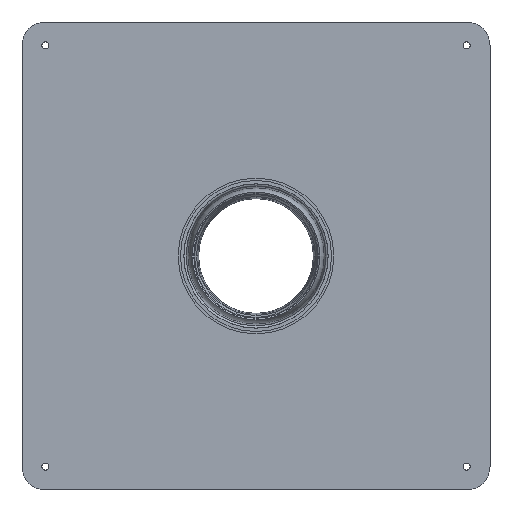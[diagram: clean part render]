
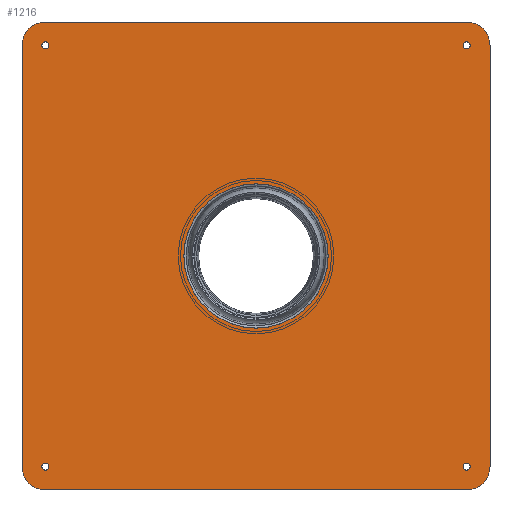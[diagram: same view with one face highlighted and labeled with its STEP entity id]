
A CAD part, left-side view. The second image highlights one B-rep face of the part: STEP entity #1216.
In plain terms, the highlighted planar face has unit normal (-1, 0, 0).
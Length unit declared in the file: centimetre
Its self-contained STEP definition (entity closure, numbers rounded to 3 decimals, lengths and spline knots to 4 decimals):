
#31=FACE_BOUND('',#201,.T.);
#32=FACE_BOUND('',#202,.T.);
#33=FACE_BOUND('',#203,.T.);
#34=FACE_BOUND('',#204,.T.);
#35=FACE_BOUND('',#205,.T.);
#54=PLANE('',#1324);
#125=FACE_OUTER_BOUND('',#200,.T.);
#200=EDGE_LOOP('',(#888,#889,#890,#891,#892,#893,#894,#895));
#201=EDGE_LOOP('',(#896));
#202=EDGE_LOOP('',(#897));
#203=EDGE_LOOP('',(#898));
#204=EDGE_LOOP('',(#899));
#205=EDGE_LOOP('',(#900));
#286=LINE('',#2013,#340);
#290=LINE('',#2025,#344);
#294=LINE('',#2037,#348);
#298=LINE('',#2049,#352);
#340=VECTOR('',#1555,1.);
#344=VECTOR('',#1567,1.);
#348=VECTOR('',#1579,1.);
#352=VECTOR('',#1591,1.);
#391=CIRCLE('',#1291,61.626);
#395=CIRCLE('',#1297,3.);
#397=CIRCLE('',#1300,3.);
#399=CIRCLE('',#1303,3.);
#401=CIRCLE('',#1306,3.);
#404=CIRCLE('',#1311,20.);
#406=CIRCLE('',#1315,20.);
#408=CIRCLE('',#1319,20.);
#410=CIRCLE('',#1323,20.);
#520=VERTEX_POINT('',#1975);
#522=VERTEX_POINT('',#1983);
#524=VERTEX_POINT('',#1989);
#526=VERTEX_POINT('',#1995);
#528=VERTEX_POINT('',#2001);
#532=VERTEX_POINT('',#2010);
#533=VERTEX_POINT('',#2012);
#535=VERTEX_POINT('',#2018);
#537=VERTEX_POINT('',#2024);
#539=VERTEX_POINT('',#2030);
#541=VERTEX_POINT('',#2036);
#543=VERTEX_POINT('',#2042);
#545=VERTEX_POINT('',#2048);
#642=EDGE_CURVE('',#520,#520,#391,.T.);
#646=EDGE_CURVE('',#522,#522,#395,.T.);
#649=EDGE_CURVE('',#524,#524,#397,.T.);
#652=EDGE_CURVE('',#526,#526,#399,.T.);
#655=EDGE_CURVE('',#528,#528,#401,.T.);
#660=EDGE_CURVE('',#533,#532,#286,.T.);
#663=EDGE_CURVE('',#535,#533,#404,.T.);
#666=EDGE_CURVE('',#537,#535,#290,.T.);
#669=EDGE_CURVE('',#539,#537,#406,.T.);
#672=EDGE_CURVE('',#541,#539,#294,.T.);
#675=EDGE_CURVE('',#543,#541,#408,.T.);
#678=EDGE_CURVE('',#545,#543,#298,.T.);
#681=EDGE_CURVE('',#532,#545,#410,.T.);
#888=ORIENTED_EDGE('',*,*,#681,.T.);
#889=ORIENTED_EDGE('',*,*,#678,.T.);
#890=ORIENTED_EDGE('',*,*,#675,.T.);
#891=ORIENTED_EDGE('',*,*,#672,.T.);
#892=ORIENTED_EDGE('',*,*,#669,.T.);
#893=ORIENTED_EDGE('',*,*,#666,.T.);
#894=ORIENTED_EDGE('',*,*,#663,.T.);
#895=ORIENTED_EDGE('',*,*,#660,.T.);
#896=ORIENTED_EDGE('',*,*,#642,.T.);
#897=ORIENTED_EDGE('',*,*,#655,.T.);
#898=ORIENTED_EDGE('',*,*,#652,.T.);
#899=ORIENTED_EDGE('',*,*,#649,.T.);
#900=ORIENTED_EDGE('',*,*,#646,.T.);
#1216=ADVANCED_FACE('',(#125,#31,#32,#33,#34,#35),#54,.T.);
#1291=AXIS2_PLACEMENT_3D('',#1976,#1513,#1514);
#1297=AXIS2_PLACEMENT_3D('',#1984,#1525,#1526);
#1300=AXIS2_PLACEMENT_3D('',#1990,#1532,#1533);
#1303=AXIS2_PLACEMENT_3D('',#1996,#1539,#1540);
#1306=AXIS2_PLACEMENT_3D('',#2002,#1546,#1547);
#1311=AXIS2_PLACEMENT_3D('',#2019,#1561,#1562);
#1315=AXIS2_PLACEMENT_3D('',#2031,#1573,#1574);
#1319=AXIS2_PLACEMENT_3D('',#2043,#1585,#1586);
#1323=AXIS2_PLACEMENT_3D('',#2053,#1597,#1598);
#1324=AXIS2_PLACEMENT_3D('',#2054,#1599,#1600);
#1513=DIRECTION('center_axis',(1.,0.,0.));
#1514=DIRECTION('ref_axis',(0.,-1.,0.));
#1525=DIRECTION('center_axis',(1.,0.,0.));
#1526=DIRECTION('ref_axis',(0.,1.,0.));
#1532=DIRECTION('center_axis',(1.,0.,0.));
#1533=DIRECTION('ref_axis',(0.,1.,0.));
#1539=DIRECTION('center_axis',(1.,0.,0.));
#1540=DIRECTION('ref_axis',(0.,-1.,0.));
#1546=DIRECTION('center_axis',(1.,0.,0.));
#1547=DIRECTION('ref_axis',(0.,-1.,0.));
#1555=DIRECTION('',(0.,0.,-1.));
#1561=DIRECTION('center_axis',(-1.,0.,0.));
#1562=DIRECTION('ref_axis',(0.,0.,1.));
#1567=DIRECTION('',(0.,1.,0.));
#1573=DIRECTION('center_axis',(-1.,0.,0.));
#1574=DIRECTION('ref_axis',(0.,-1.,0.));
#1579=DIRECTION('',(0.,0.,1.));
#1585=DIRECTION('center_axis',(-1.,0.,0.));
#1586=DIRECTION('ref_axis',(0.,0.,
-1.));
#1591=DIRECTION('',(0.,-1.,0.));
#1597=DIRECTION('center_axis',(-1.,0.,0.));
#1598=DIRECTION('ref_axis',(0.,1.,0.));
#1599=DIRECTION('center_axis',(-1.,0.,0.));
#1600=DIRECTION('ref_axis',(0.,1.,0.));
#1975=CARTESIAN_POINT('',(430.8358,218.9817,200.));
#1976=CARTESIAN_POINT('Origin',(430.8358,157.3558,200.));
#1983=CARTESIAN_POINT('',(430.8358,-25.6442,380.));
#1984=CARTESIAN_POINT('Origin',(430.8358,-22.6442,380.));
#1989=CARTESIAN_POINT('',(430.8358,334.3558,380.));
#1990=CARTESIAN_POINT('Origin',(430.8358,337.3558,380.));
#1995=CARTESIAN_POINT('',(430.8358,340.3558,20.));
#1996=CARTESIAN_POINT('Origin',(430.8358,337.3558,20.));
#2001=CARTESIAN_POINT('',(430.8358,-19.6442,20.));
#2002=CARTESIAN_POINT('Origin',(430.8358,-22.6442,20.));
#2010=CARTESIAN_POINT('',(430.8358,357.3558,20.));
#2012=CARTESIAN_POINT('',(430.8358,357.3558,380.));
#2013=CARTESIAN_POINT('',(430.8358,357.3558,380.));
#2018=CARTESIAN_POINT('',(430.8358,337.3558,400.));
#2019=CARTESIAN_POINT('Origin',(430.8358,337.3558,380.));
#2024=CARTESIAN_POINT('',(430.8358,-22.6442,400.));
#2025=CARTESIAN_POINT('',(430.8358,-22.6442,400.));
#2030=CARTESIAN_POINT('',(430.8358,-42.6442,380.));
#2031=CARTESIAN_POINT('Origin',(430.8358,-22.6442,380.));
#2036=CARTESIAN_POINT('',(430.8358,-42.6442,20.));
#2037=CARTESIAN_POINT('',(430.8358,-42.6442,20.));
#2042=CARTESIAN_POINT('',(430.8358,-22.6442,0.));
#2043=CARTESIAN_POINT('Origin',(430.8358,-22.6442,20.));
#2048=CARTESIAN_POINT('',(430.8358,337.3558,0.));
#2049=CARTESIAN_POINT('',(430.8358,337.3558,0.));
#2053=CARTESIAN_POINT('Origin',(430.8358,337.3558,20.));
#2054=CARTESIAN_POINT('Origin',(430.8358,157.3558,200.));
